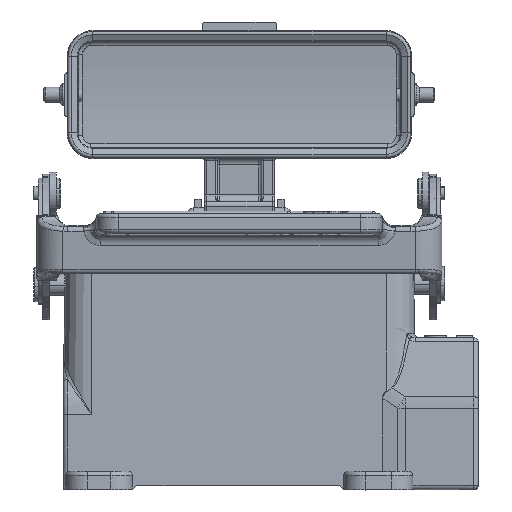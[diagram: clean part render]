
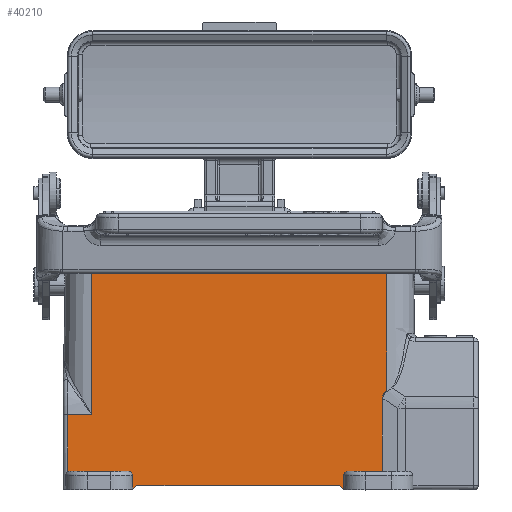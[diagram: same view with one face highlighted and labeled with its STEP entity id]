
A CAD part, top view. The second image highlights one B-rep face of the part: STEP entity #40210.
In plain terms, the highlighted planar face has unit normal (0, 0.018, 1).
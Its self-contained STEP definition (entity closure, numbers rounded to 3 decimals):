
#8477=DIRECTION('',(-1.,0.,0.));
#8478=VECTOR('',#8477,68.);
#8479=CARTESIAN_POINT('',(34.,-1.991,14.759));
#8480=LINE('',#8479,#8478);
#8576=DIRECTION('',(1.,0.,0.));
#8577=VECTOR('',#8576,46.6);
#8578=CARTESIAN_POINT('',(-23.6,-57.5,
15.727));
#8579=LINE('',#8578,#8577);
#8620=CARTESIAN_POINT('',(34.,-35.81,15.349));
#8621=CARTESIAN_POINT('',(33.912,-35.851,15.35));
#8622=CARTESIAN_POINT('',(33.748,-35.939,15.351));
#8623=CARTESIAN_POINT('',(33.536,-36.092,15.354));
#8624=CARTESIAN_POINT('',(33.357,-36.266,15.357));
#8625=CARTESIAN_POINT('',(33.21,-36.459,15.36));
#8626=CARTESIAN_POINT('',(33.095,-36.673,15.364));
#8627=CARTESIAN_POINT('',(33.009,-36.912,15.368));
#8628=CARTESIAN_POINT('',(32.954,-37.182,15.373));
#8629=CARTESIAN_POINT('',(32.941,-37.387,15.376));
#8630=CARTESIAN_POINT('',(32.941,-37.496,15.378));
#8632=DIRECTION('',(-1.,0.,0.));
#8633=VECTOR('',#8632,7.885);
#8634=CARTESIAN_POINT('',(32.941,-54.3,15.672));
#8635=LINE('',#8634,#8633);
#8636=CARTESIAN_POINT('',(25.056,-54.3,15.672));
#8637=CARTESIAN_POINT('',(24.949,-54.3,15.672));
#8638=CARTESIAN_POINT('',(24.746,-54.333,15.672));
#8639=CARTESIAN_POINT('',(24.464,-54.474,15.675));
#8640=CARTESIAN_POINT('',(24.241,-54.693,15.678));
#8641=CARTESIAN_POINT('',(24.094,-54.973,15.683));
#8642=CARTESIAN_POINT('',(24.058,-55.175,15.687));
#8643=CARTESIAN_POINT('',(24.056,-55.283,15.689));
#8645=DIRECTION('',(-0.017,-1.,0.017));
#8646=VECTOR('',#8645,3.218);
#8647=CARTESIAN_POINT('',(24.056,-55.283,15.689));
#8648=LINE('',#8647,#8646);
#8649=DIRECTION('',(-0.707,0.707,-0.012));
#8650=VECTOR('',#8649,1.414);
#8651=CARTESIAN_POINT('',(24.,-58.5,15.745));
#8652=LINE('',#8651,#8650);
#8653=DIRECTION('',(-0.707,-0.707,0.012));
#8654=VECTOR('',#8653,1.414);
#8655=CARTESIAN_POINT('',(-23.6,-57.5,
15.727));
#8656=LINE('',#8655,#8654);
#8657=DIRECTION('',(-0.017,1.,-0.017));
#8658=VECTOR('',#8657,3.218);
#8659=CARTESIAN_POINT('',(-24.6,-58.5,
15.745));
#8660=LINE('',#8659,#8658);
#8661=CARTESIAN_POINT('',(-24.656,-55.283,
15.689));
#8662=CARTESIAN_POINT('',(-24.658,-55.175,
15.687));
#8663=CARTESIAN_POINT('',(-24.694,-54.973,
15.683));
#8664=CARTESIAN_POINT('',(-24.841,-54.693,
15.678));
#8665=CARTESIAN_POINT('',(-25.064,-54.474,
15.675));
#8666=CARTESIAN_POINT('',(-25.346,-54.333,
15.672));
#8667=CARTESIAN_POINT('',(-25.549,-54.3,
15.672));
#8668=CARTESIAN_POINT('',(-25.656,-54.3,
15.672));
#8670=DIRECTION('',(-1.,0.,0.));
#8671=VECTOR('',#8670,13.388);
#8672=CARTESIAN_POINT('',(-25.656,-54.3,
15.672));
#8673=LINE('',#8672,#8671);
#8674=CARTESIAN_POINT('',(-39.044,-54.3,
15.672));
#8675=CARTESIAN_POINT('',(-39.111,-54.3,
15.672));
#8676=CARTESIAN_POINT('',(-39.243,-54.313,
15.672));
#8677=CARTESIAN_POINT('',(-39.428,-54.369,
15.673));
#8678=CARTESIAN_POINT('',(-39.544,-54.431,
15.674));
#8679=CARTESIAN_POINT('',(-39.6,-54.469,
15.675));
#8705=DIRECTION('',(0.,1.,-0.017));
#8706=VECTOR('',#8705,33.824);
#8707=CARTESIAN_POINT('',(34.,-35.81,15.349));
#8708=LINE('',#8707,#8706);
#9172=DIRECTION('',(0.,1.,-0.017));
#9173=VECTOR('',#9172,16.807);
#9174=CARTESIAN_POINT('',(32.941,-54.3,15.672));
#9175=LINE('',#9174,#9173);
#18022=DIRECTION('',(0.,-1.,0.017));
#18023=VECTOR('',#18022,39.245);
#18024=CARTESIAN_POINT('',(-34.,-1.991,
14.759));
#18025=LINE('',#18024,#18023);
#18056=DIRECTION('',(-1.,0.,0.));
#18057=VECTOR('',#18056,5.6);
#18058=CARTESIAN_POINT('',(-34.,-41.23,
15.443));
#18059=LINE('',#18058,#18057);
#18140=DIRECTION('',(0.,-1.,0.017));
#18141=VECTOR('',#18140,13.24);
#18142=CARTESIAN_POINT('',(-39.6,-41.23,15.443));
#18143=LINE('',#18142,#18141);
#24071=CARTESIAN_POINT('',(23.,-57.5,
15.727));
#24072=VERTEX_POINT('',#24071);
#24073=CARTESIAN_POINT('',(24.,-58.5,
15.745));
#24074=VERTEX_POINT('',#24073);
#24075=CARTESIAN_POINT('',(-23.6,-57.5,
15.727));
#24076=VERTEX_POINT('',#24075);
#24086=CARTESIAN_POINT('',(34.,-35.81,
15.349));
#24087=CARTESIAN_POINT('',(34.,-1.991,
14.759));
#24088=VERTEX_POINT('',#24086);
#24089=VERTEX_POINT('',#24087);
#24090=VERTEX_POINT('',#8630);
#24091=CARTESIAN_POINT('',(32.941,-54.3,
15.672));
#24092=VERTEX_POINT('',#24091);
#24093=CARTESIAN_POINT('',(25.056,-54.3,
15.672));
#24094=VERTEX_POINT('',#24093);
#24095=VERTEX_POINT('',#8643);
#24096=CARTESIAN_POINT('',(-24.6,-58.5,
15.745));
#24097=VERTEX_POINT('',#24096);
#24098=CARTESIAN_POINT('',(-24.656,-55.283,
15.689));
#24099=VERTEX_POINT('',#24098);
#24100=VERTEX_POINT('',#8668);
#24101=CARTESIAN_POINT('',(-39.044,-54.3,
15.672));
#24102=VERTEX_POINT('',#24101);
#24103=VERTEX_POINT('',#8679);
#24104=CARTESIAN_POINT('',(-39.6,-41.23,15.443));
#24105=VERTEX_POINT('',#24104);
#24106=CARTESIAN_POINT('',(-34.,-41.23,
15.443));
#24107=VERTEX_POINT('',#24106);
#24108=CARTESIAN_POINT('',(-34.,-1.991,
14.759));
#24109=VERTEX_POINT('',#24108);
#40172=CARTESIAN_POINT('',(-2.8,-30.246,
15.252));
#40173=DIRECTION('',(0.,0.017,1.));
#40174=DIRECTION('',(0.,-1.,0.017));
#40175=AXIS2_PLACEMENT_3D('',#40172,#40173,#40174);
#40176=PLANE('',#40175);
#40178=ORIENTED_EDGE('',*,*,#40177,.F.);
#40180=ORIENTED_EDGE('',*,*,#40179,.T.);
#40182=ORIENTED_EDGE('',*,*,#40181,.F.);
#40184=ORIENTED_EDGE('',*,*,#40183,.T.);
#40186=ORIENTED_EDGE('',*,*,#40185,.T.);
#40188=ORIENTED_EDGE('',*,*,#40187,.T.);
#40189=ORIENTED_EDGE('',*,*,#40140,.T.);
#40190=ORIENTED_EDGE('',*,*,#40153,.F.);
#40192=ORIENTED_EDGE('',*,*,#40191,.T.);
#40194=ORIENTED_EDGE('',*,*,#40193,.T.);
#40196=ORIENTED_EDGE('',*,*,#40195,.T.);
#40198=ORIENTED_EDGE('',*,*,#40197,.T.);
#40200=ORIENTED_EDGE('',*,*,#40199,.T.);
#40202=ORIENTED_EDGE('',*,*,#40201,.F.);
#40204=ORIENTED_EDGE('',*,*,#40203,.F.);
#40206=ORIENTED_EDGE('',*,*,#40205,.F.);
#40207=ORIENTED_EDGE('',*,*,#40045,.F.);
#40208=EDGE_LOOP('',(#40178,#40180,#40182,#40184,#40186,#40188,#40189,#40190,
#40192,#40194,#40196,#40198,#40200,#40202,#40204,#40206,#40207));
#40209=FACE_OUTER_BOUND('',#40208,.F.);
#40210=ADVANCED_FACE('',(#40209),#40176,.T.);
#8631=B_SPLINE_CURVE_WITH_KNOTS('',3,(#8620,#8621,#8622,#8623,#8624,#8625,#8626,
#8627,#8628,#8629,#8630),.UNSPECIFIED.,.F.,.F.,(4,1,1,1,1,1,1,1,4),(0.,
0.125,0.25,0.375,0.5,0.625,0.75,0.875,1.),.UNSPECIFIED.);
#8644=B_SPLINE_CURVE_WITH_KNOTS('',3,(#8636,#8637,#8638,#8639,#8640,#8641,#8642,
#8643),.UNSPECIFIED.,.F.,.F.,(4,1,1,1,1,4),(0.,0.2,0.4,0.6,0.8,1.),
.UNSPECIFIED.);
#8669=B_SPLINE_CURVE_WITH_KNOTS('',3,(#8661,#8662,#8663,#8664,#8665,#8666,#8667,
#8668),.UNSPECIFIED.,.F.,.F.,(4,1,1,1,1,4),(0.,0.2,0.4,0.6,0.8,1.),
.UNSPECIFIED.);
#8680=B_SPLINE_CURVE_WITH_KNOTS('',3,(#8674,#8675,#8676,#8677,#8678,#8679),
.UNSPECIFIED.,.F.,.F.,(4,1,1,4),(0.,0.333,0.667,1.),
.UNSPECIFIED.);
#40045=EDGE_CURVE('',#24089,#24109,#8480,.T.);
#40140=EDGE_CURVE('',#24074,#24072,#8652,.T.);
#40153=EDGE_CURVE('',#24076,#24072,#8579,.T.);
#40177=EDGE_CURVE('',#24088,#24089,#8708,.T.);
#40179=EDGE_CURVE('',#24088,#24090,#8631,.T.);
#40181=EDGE_CURVE('',#24092,#24090,#9175,.T.);
#40183=EDGE_CURVE('',#24092,#24094,#8635,.T.);
#40185=EDGE_CURVE('',#24094,#24095,#8644,.T.);
#40187=EDGE_CURVE('',#24095,#24074,#8648,.T.);
#40191=EDGE_CURVE('',#24076,#24097,#8656,.T.);
#40193=EDGE_CURVE('',#24097,#24099,#8660,.T.);
#40195=EDGE_CURVE('',#24099,#24100,#8669,.T.);
#40197=EDGE_CURVE('',#24100,#24102,#8673,.T.);
#40199=EDGE_CURVE('',#24102,#24103,#8680,.T.);
#40201=EDGE_CURVE('',#24105,#24103,#18143,.T.);
#40203=EDGE_CURVE('',#24107,#24105,#18059,.T.);
#40205=EDGE_CURVE('',#24109,#24107,#18025,.T.);
